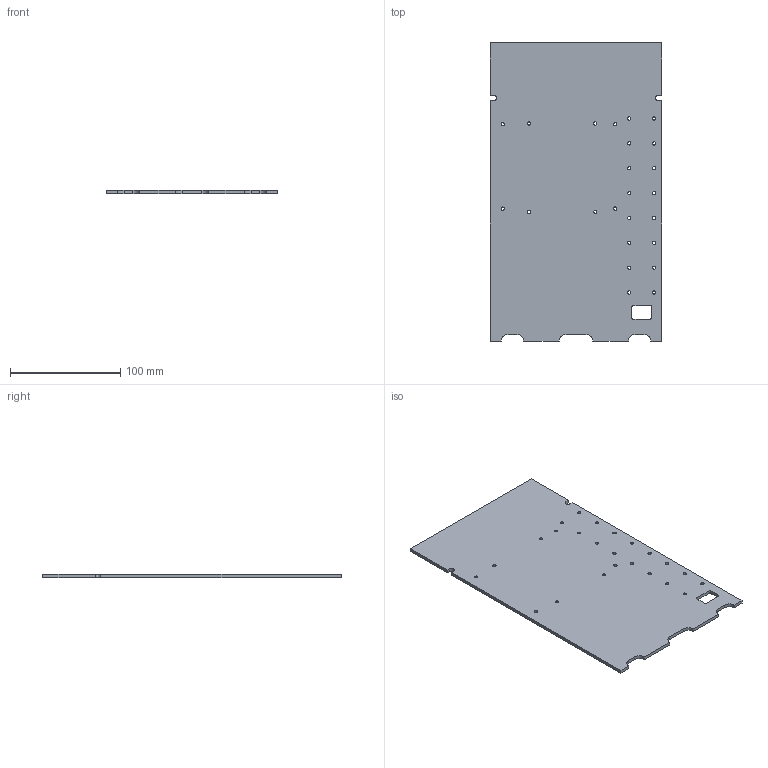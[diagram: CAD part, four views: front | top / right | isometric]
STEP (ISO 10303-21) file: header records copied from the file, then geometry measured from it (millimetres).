
FILE_DESCRIPTION (( 'STEP AP214' ), '1' );
FILE_NAME ('backPanel GBtTinyMII.STEP', '2022-07-09T15:38:00', ( '' ), ( '' ), 'SwSTEP 2.0', 'SolidWorks 2018', '' );
FILE_SCHEMA (( 'AUTOMOTIVE_DESIGN' ));
Length unit declared in the file: millimetre
Products named in the file (1): backPanel GBtTinyMII
Bounding box: 155 x 270 x 3 mm (x, y, z)
Volume: 123125.8 mm3; surface area: 85602.1 mm2
Topology: 1 solids, 1 shells, 83 faces, 243 edges, 162 vertices
Faces by surface type: cylinder 61, plane 22
Entity records: 2953 total; most frequent: DIRECTION 533, CARTESIAN_POINT 489, ORIENTED_EDGE 486, EDGE_CURVE 243, AXIS2_PLACEMENT_3D 206, VERTEX_POINT 162, EDGE_LOOP 133, CIRCLE 122
